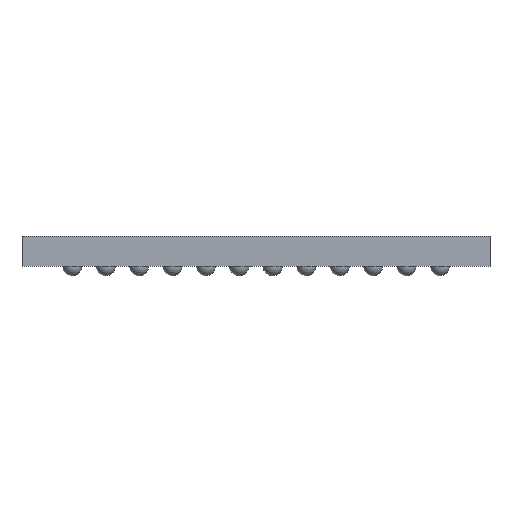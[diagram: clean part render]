
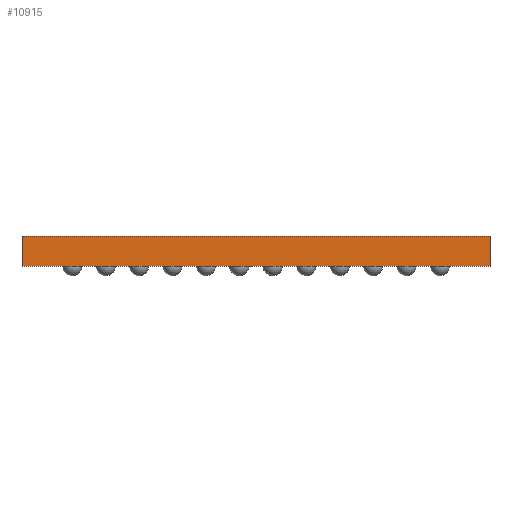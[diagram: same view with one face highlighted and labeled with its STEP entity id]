
A CAD part, front view. The second image highlights one B-rep face of the part: STEP entity #10915.
In plain terms, the highlighted planar face has unit normal (0, -1, 0).
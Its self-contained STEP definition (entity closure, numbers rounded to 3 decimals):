
#324 = PLANE ( 'NONE',  #14686 ) ;
#1186 = EDGE_CURVE ( 'NONE', #15818, #16279, #9455, .T. ) ;
#1540 = VERTEX_POINT ( 'NONE', #3124 ) ;
#1986 = CARTESIAN_POINT ( 'NONE',  ( 3.5, -3.5, 0.45 ) ) ;
#2404 = CARTESIAN_POINT ( 'NONE',  ( -3.5, -3.5, 0.45 ) ) ;
#2959 = VECTOR ( 'NONE', #16303, 1000. ) ;
#2971 = DIRECTION ( 'NONE',  ( 0., 0., -1. ) ) ;
#3122 = DIRECTION ( 'NONE',  ( 1., 0., 0. ) ) ;
#3124 = CARTESIAN_POINT ( 'NONE',  ( 3.5, -3.5, 0.45 ) ) ;
#3769 = VERTEX_POINT ( 'NONE', #6626 ) ;
#3906 = ORIENTED_EDGE ( 'NONE', *, *, #8537, .F. ) ;
#4154 = LINE ( 'NONE', #9599, #7376 ) ;
#4439 = EDGE_LOOP ( 'NONE', ( #8761, #3906, #16640, #5653 ) ) ;
#4483 = LINE ( 'NONE', #9681, #7916 ) ;
#5653 = ORIENTED_EDGE ( 'NONE', *, *, #1186, .T. ) ;
#6486 = FACE_OUTER_BOUND ( 'NONE', #4439, .T. ) ;
#6626 = CARTESIAN_POINT ( 'NONE',  ( 3.5, -3.5, 0. ) ) ;
#7376 = VECTOR ( 'NONE', #3122, 1000. ) ;
#7850 = DIRECTION ( 'NONE',  ( 0., 1., 0. ) ) ;
#7854 = CARTESIAN_POINT ( 'NONE',  ( -3.5, -3.5, 0.45 ) ) ;
#7916 = VECTOR ( 'NONE', #8411, 1000. ) ;
#8411 = DIRECTION ( 'NONE',  ( 1., 0., 0. ) ) ;
#8482 = CARTESIAN_POINT ( 'NONE',  ( -3.5, -3.5, 0. ) ) ;
#8537 = EDGE_CURVE ( 'NONE', #1540, #3769, #8555, .T. ) ;
#8555 = LINE ( 'NONE', #1986, #2959 ) ;
#8761 = ORIENTED_EDGE ( 'NONE', *, *, #11441, .T. ) ;
#9455 = LINE ( 'NONE', #7854, #11333 ) ;
#9599 = CARTESIAN_POINT ( 'NONE',  ( 0., -3.5, 0.45 ) ) ;
#9681 = CARTESIAN_POINT ( 'NONE',  ( 0., -3.5, 0. ) ) ;
#10730 = CARTESIAN_POINT ( 'NONE',  ( 0., -3.5, 0.45 ) ) ;
#10915 = ADVANCED_FACE ( 'NONE', ( #6486 ), #324, .F. ) ;
#11302 = EDGE_CURVE ( 'NONE', #15818, #1540, #4154, .T. ) ;
#11333 = VECTOR ( 'NONE', #2971, 1000. ) ;
#11441 = EDGE_CURVE ( 'NONE', #16279, #3769, #4483, .T. ) ;
#14686 = AXIS2_PLACEMENT_3D ( 'NONE', #10730, #7850, #15678 ) ;
#15678 = DIRECTION ( 'NONE',  ( 0., 0., 1. ) ) ;
#15818 = VERTEX_POINT ( 'NONE', #2404 ) ;
#16279 = VERTEX_POINT ( 'NONE', #8482 ) ;
#16303 = DIRECTION ( 'NONE',  ( 0., 0., -1. ) ) ;
#16640 = ORIENTED_EDGE ( 'NONE', *, *, #11302, .F. ) ;
